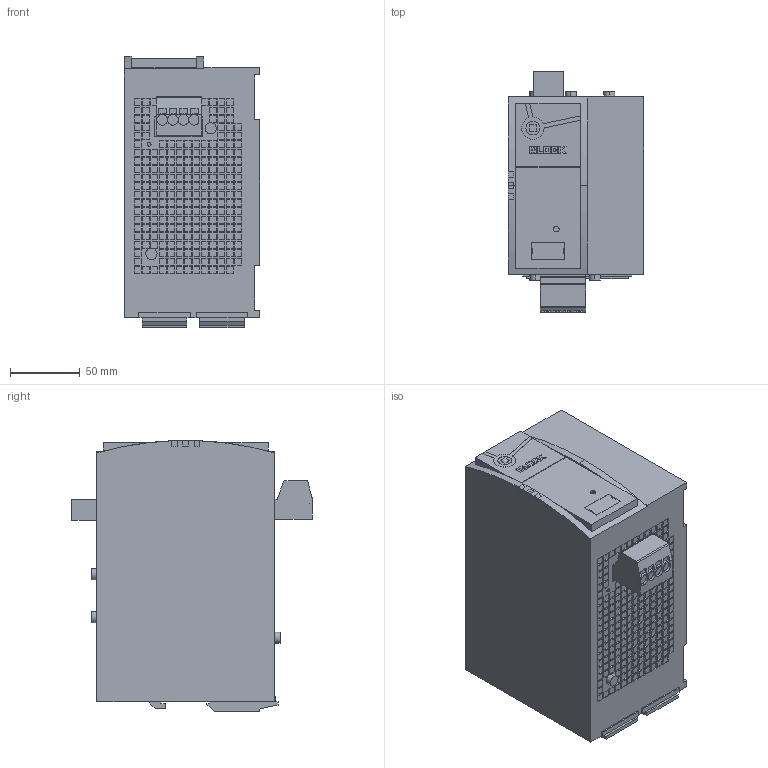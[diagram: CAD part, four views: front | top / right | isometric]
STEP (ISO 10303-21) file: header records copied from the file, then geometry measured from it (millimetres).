
FILE_DESCRIPTION (( 'STEP AP214' ), '1' );
FILE_NAME ('328803.STEP', '2021-01-12T13:40:53', ( '' ), ( '' ), 'SwSTEP 2.0', 'SolidWorks 2018', '' );
FILE_SCHEMA (( 'AUTOMOTIVE_DESIGN' ));
Length unit declared in the file: millimetre
Products named in the file (1): 328803
Bounding box: 97 x 172 x 193.9 mm (x, y, z)
Volume: 2253168.7 mm3; surface area: 122819.6 mm2
Topology: 1 solids, 1 shells, 2740 faces, 6663 edges, 4438 vertices
Faces by surface type: plane 2677, cylinder 63
Entity records: 78645 total; most frequent: CARTESIAN_POINT 13854, ORIENTED_EDGE 13326, DIRECTION 12281, EDGE_CURVE 6663, VECTOR 6519, LINE 6519, VERTEX_POINT 4438, EDGE_LOOP 3253
